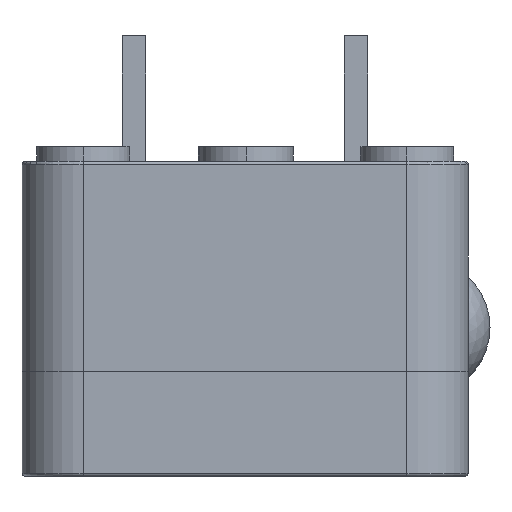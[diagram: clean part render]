
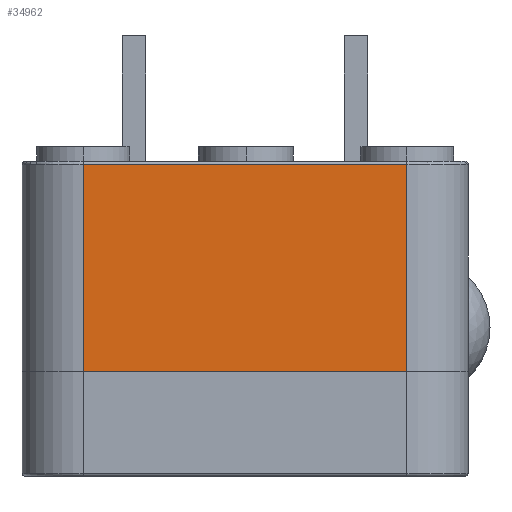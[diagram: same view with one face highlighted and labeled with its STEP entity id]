
A CAD part, left-side view. The second image highlights one B-rep face of the part: STEP entity #34962.
In plain terms, the highlighted planar face has unit normal (-1, 0, 0).
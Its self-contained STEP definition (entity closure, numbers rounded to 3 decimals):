
#283 = ORIENTED_EDGE ( 'NONE', *, *, #20953, .F. ) ;
#778 = LINE ( 'NONE', #18214, #7606 ) ;
#1050 = DIRECTION ( 'NONE',  ( 0., 0., -1. ) ) ;
#4699 = CARTESIAN_POINT ( 'NONE',  ( -17.028, -7.65, -3.5 ) ) ;
#7606 = VECTOR ( 'NONE', #19158, 1000. ) ;
#8585 = LINE ( 'NONE', #43480, #28185 ) ;
#9954 = DIRECTION ( 'NONE',  ( 0., 0., 1. ) ) ;
#10272 = ORIENTED_EDGE ( 'NONE', *, *, #24667, .T. ) ;
#11240 = EDGE_LOOP ( 'NONE', ( #26525, #10272, #33131, #283 ) ) ;
#12268 = DIRECTION ( 'NONE',  ( 0., -1., 0. ) ) ;
#13621 = EDGE_CURVE ( 'NONE', #14440, #24844, #44065, .T. ) ;
#14228 = VERTEX_POINT ( 'NONE', #43187 ) ;
#14440 = VERTEX_POINT ( 'NONE', #21006 ) ;
#17264 = FACE_OUTER_BOUND ( 'NONE', #11240, .T. ) ;
#17288 = EDGE_CURVE ( 'NONE', #18118, #14228, #30386, .T. ) ;
#18118 = VERTEX_POINT ( 'NONE', #26879 ) ;
#18214 = CARTESIAN_POINT ( 'NONE',  ( -17.028, 5.55, 0. ) ) ;
#18694 = AXIS2_PLACEMENT_3D ( 'NONE', #39394, #31889, #9954 ) ;
#19158 = DIRECTION ( 'NONE',  ( 0., 0., -1. ) ) ;
#20953 = EDGE_CURVE ( 'NONE', #14228, #24844, #8585, .T. ) ;
#21006 = CARTESIAN_POINT ( 'NONE',  ( -17.028, 5.55, -3.5 ) ) ;
#24667 = EDGE_CURVE ( 'NONE', #18118, #14440, #778, .T. ) ;
#24844 = VERTEX_POINT ( 'NONE', #28985 ) ;
#25267 = PLANE ( 'NONE',  #18694 ) ;
#26525 = ORIENTED_EDGE ( 'NONE', *, *, #17288, .F. ) ;
#26848 = CARTESIAN_POINT ( 'NONE',  ( -17.028, -3.825, 3.6 ) ) ;
#26879 = CARTESIAN_POINT ( 'NONE',  ( -17.028, 5.55, 3.6 ) ) ;
#28185 = VECTOR ( 'NONE', #1050, 1000. ) ;
#28985 = CARTESIAN_POINT ( 'NONE',  ( -17.028, -5.55, -3.5 ) ) ;
#30386 = LINE ( 'NONE', #26848, #39305 ) ;
#31889 = DIRECTION ( 'NONE',  ( -1., 0., 0. ) ) ;
#33131 = ORIENTED_EDGE ( 'NONE', *, *, #13621, .T. ) ;
#34962 = ADVANCED_FACE ( 'NONE', ( #17264 ), #25267, .T. ) ;
#35396 = VECTOR ( 'NONE', #12268, 1000. ) ;
#39305 = VECTOR ( 'NONE', #43025, 1000. ) ;
#39394 = CARTESIAN_POINT ( 'NONE',  ( -17.028, -7.65, 0. ) ) ;
#43025 = DIRECTION ( 'NONE',  ( 0., -1., 0. ) ) ;
#43187 = CARTESIAN_POINT ( 'NONE',  ( -17.028, -5.55, 3.6 ) ) ;
#43480 = CARTESIAN_POINT ( 'NONE',  ( -17.028, -5.55, 0. ) ) ;
#44065 = LINE ( 'NONE', #4699, #35396 ) ;
